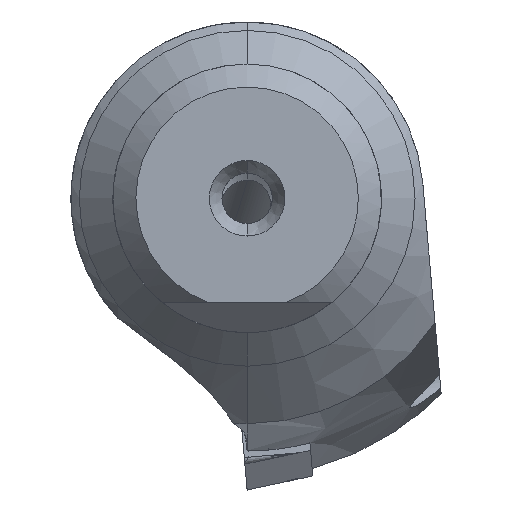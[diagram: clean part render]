
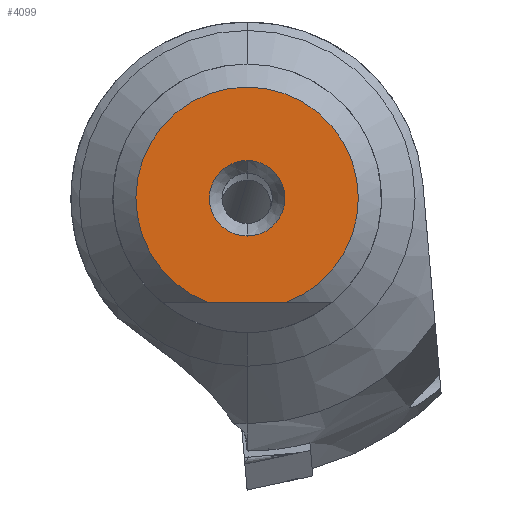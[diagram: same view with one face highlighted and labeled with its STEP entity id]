
A CAD part, left-side view. The second image highlights one B-rep face of the part: STEP entity #4099.
In plain terms, the highlighted planar face has unit normal (-1, 0, 0).
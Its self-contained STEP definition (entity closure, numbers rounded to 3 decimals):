
#81 = AXIS2_PLACEMENT_3D ( 'NONE', #299, #298, #297 ) ;
#84 = AXIS2_PLACEMENT_3D ( 'NONE', #827, #828, #829 ) ;
#92 = AXIS2_PLACEMENT_3D ( 'NONE', #904, #905, #906 ) ;
#274 = AXIS2_PLACEMENT_3D ( 'NONE', #3445, #3450, #3451 ) ;
#297 = DIRECTION ( 'NONE',  ( 0., 0., 1. ) ) ;
#298 = DIRECTION ( 'NONE',  ( -1., 0., 0. ) ) ;
#299 = CARTESIAN_POINT ( 'NONE',  ( 0., 0., 0. ) ) ;
#827 = CARTESIAN_POINT ( 'NONE',  ( 0., 0., 0. ) ) ;
#828 = DIRECTION ( 'NONE',  ( -1., 0., 0. ) ) ;
#829 = DIRECTION ( 'NONE',  ( 0., 0., 1. ) ) ;
#904 = CARTESIAN_POINT ( 'NONE',  ( 0., 0., 0. ) ) ;
#905 = DIRECTION ( 'NONE',  ( -1., 0., 0. ) ) ;
#906 = DIRECTION ( 'NONE',  ( 0., 0., 1. ) ) ;
#921 = CARTESIAN_POINT ( 'NONE',  ( 0., 2.25, -6.2 ) ) ;
#922 = DIRECTION ( 'NONE',  ( 0., -1., 0. ) ) ;
#1313 = EDGE_CURVE ( 'NONE', #4604, #4597, #4702, .T. ) ;
#1337 = EDGE_CURVE ( 'NONE', #4597, #4604, #4718, .T. ) ;
#1355 = EDGE_CURVE ( 'NONE', #4595, #4592, #4733, .T. ) ;
#1360 = EDGE_CURVE ( 'NONE', #4592, #4595, #4739, .T. ) ;
#2217 = EDGE_LOOP ( 'NONE', ( #4169, #4170 ) ) ;
#2223 = EDGE_LOOP ( 'NONE', ( #4167, #4168 ) ) ;
#3445 = CARTESIAN_POINT ( 'NONE',  ( 0., 2.25, 0. ) ) ;
#3448 = PLANE ( 'NONE',  #274 ) ;
#3450 = DIRECTION ( 'NONE',  ( 1., 0., 0. ) ) ;
#3451 = DIRECTION ( 'NONE',  ( 0., 0., -1. ) ) ;
#3697 = CARTESIAN_POINT ( 'NONE',  ( 0., 2.335, -6.2 ) ) ;
#3700 = CARTESIAN_POINT ( 'NONE',  ( 0., -2.335, -6.2 ) ) ;
#3702 = CARTESIAN_POINT ( 'NONE',  ( 0., 0., 2.25 ) ) ;
#3709 = CARTESIAN_POINT ( 'NONE',  ( 0., 0., -2.25 ) ) ;
#4099 = ADVANCED_FACE ( 'NONE', ( #5123, #5126 ), #3448, .F. ) ;
#4167 = ORIENTED_EDGE ( 'NONE', *, *, #1337, .F. ) ;
#4168 = ORIENTED_EDGE ( 'NONE', *, *, #1313, .F. ) ;
#4169 = ORIENTED_EDGE ( 'NONE', *, *, #1355, .T. ) ;
#4170 = ORIENTED_EDGE ( 'NONE', *, *, #1360, .T. ) ;
#4592 = VERTEX_POINT ( 'NONE', #3697 ) ;
#4595 = VERTEX_POINT ( 'NONE', #3700 ) ;
#4597 = VERTEX_POINT ( 'NONE', #3702 ) ;
#4604 = VERTEX_POINT ( 'NONE', #3709 ) ;
#4702 = CIRCLE ( 'NONE', #81, 2.25 ) ;
#4718 = CIRCLE ( 'NONE', #84, 2.25 ) ;
#4733 = CIRCLE ( 'NONE', #92, 6.625 ) ;
#4738 = VECTOR ( 'NONE', #922, 1000. ) ;
#4739 = LINE ( 'NONE', #921, #4738 ) ;
#5123 = FACE_BOUND ( 'NONE', #2223, .T. ) ;
#5126 = FACE_OUTER_BOUND ( 'NONE', #2217, .T. ) ;
